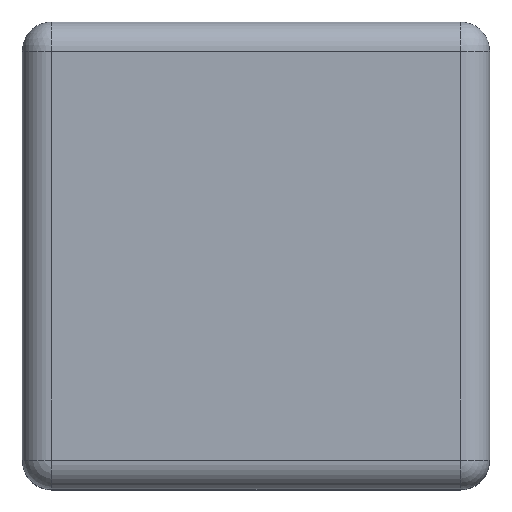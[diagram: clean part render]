
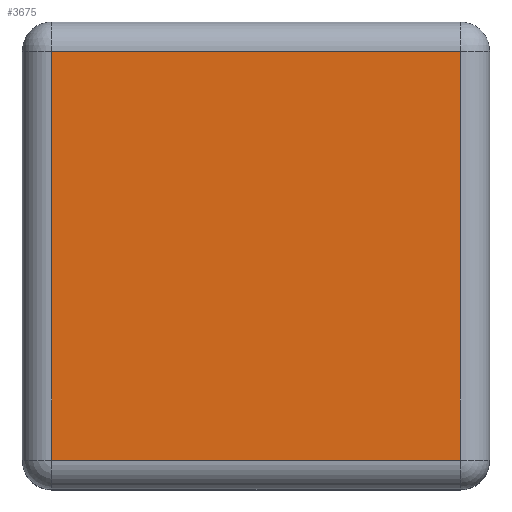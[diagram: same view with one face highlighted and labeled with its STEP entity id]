
A CAD part, top view. The second image highlights one B-rep face of the part: STEP entity #3675.
In plain terms, the highlighted planar face has unit normal (0, 0, 1).
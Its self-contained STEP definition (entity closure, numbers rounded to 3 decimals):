
#326 = CYLINDRICAL_SURFACE('',#327,5.);
#327 = AXIS2_PLACEMENT_3D('',#328,#329,#330);
#328 = CARTESIAN_POINT('',(-23.,1.,126.));
#329 = DIRECTION('',(1.,0.,0.));
#330 = DIRECTION('',(0.,-1.,0.));
#1573 = VERTEX_POINT('',#1574);
#1574 = CARTESIAN_POINT('',(-18.,1.,131.));
#1594 = EDGE_CURVE('',#1573,#1595,#1597,.T.);
#1595 = VERTEX_POINT('',#1596);
#1596 = CARTESIAN_POINT('',(52.,1.,131.));
#1597 = SURFACE_CURVE('',#1598,(#1602,#1609),.PCURVE_S1.);
#1598 = LINE('',#1599,#1600);
#1599 = CARTESIAN_POINT('',(-23.,1.,131.));
#1600 = VECTOR('',#1601,1.);
#1601 = DIRECTION('',(1.,0.,0.));
#1602 = PCURVE('',#326,#1603);
#1603 = DEFINITIONAL_REPRESENTATION('',(#1604),#1608);
#1604 = LINE('',#1605,#1606);
#1605 = CARTESIAN_POINT('',(-1.571,0.));
#1606 = VECTOR('',#1607,1.);
#1607 = DIRECTION('',(-0.,1.));
#1608 = ( GEOMETRIC_REPRESENTATION_CONTEXT(2) 
PARAMETRIC_REPRESENTATION_CONTEXT() REPRESENTATION_CONTEXT('2D SPACE',''
  ) );
#1609 = PCURVE('',#1610,#1615);
#1610 = PLANE('',#1611);
#1611 = AXIS2_PLACEMENT_3D('',#1612,#1613,#1614);
#1612 = CARTESIAN_POINT('',(-23.,-4.,131.));
#1613 = DIRECTION('',(0.,0.,1.));
#1614 = DIRECTION('',(1.,0.,0.));
#1615 = DEFINITIONAL_REPRESENTATION('',(#1616),#1620);
#1616 = LINE('',#1617,#1618);
#1617 = CARTESIAN_POINT('',(0.,5.));
#1618 = VECTOR('',#1619,1.);
#1619 = DIRECTION('',(1.,0.));
#1620 = ( GEOMETRIC_REPRESENTATION_CONTEXT(2) 
PARAMETRIC_REPRESENTATION_CONTEXT() REPRESENTATION_CONTEXT('2D SPACE',''
  ) );
#2591 = CYLINDRICAL_SURFACE('',#2592,5.);
#2592 = AXIS2_PLACEMENT_3D('',#2593,#2594,#2595);
#2593 = CARTESIAN_POINT('',(-18.,-4.,126.));
#2594 = DIRECTION('',(0.,1.,0.));
#2595 = DIRECTION('',(-1.,0.,0.));
#2678 = CYLINDRICAL_SURFACE('',#2679,5.);
#2679 = AXIS2_PLACEMENT_3D('',#2680,#2681,#2682);
#2680 = CARTESIAN_POINT('',(-23.,71.,126.));
#2681 = DIRECTION('',(1.,0.,0.));
#2682 = DIRECTION('',(0.,1.,0.));
#2853 = CYLINDRICAL_SURFACE('',#2854,5.);
#2854 = AXIS2_PLACEMENT_3D('',#2855,#2856,#2857);
#2855 = CARTESIAN_POINT('',(52.,-4.,126.));
#2856 = DIRECTION('',(0.,1.,0.));
#2857 = DIRECTION('',(1.,0.,0.));
#3675 = ADVANCED_FACE('',(#3676),#1610,.T.);
#3676 = FACE_BOUND('',#3677,.T.);
#3677 = EDGE_LOOP('',(#3678,#3701,#3702,#3725));
#3678 = ORIENTED_EDGE('',*,*,#3679,.F.);
#3679 = EDGE_CURVE('',#1573,#3680,#3682,.T.);
#3680 = VERTEX_POINT('',#3681);
#3681 = CARTESIAN_POINT('',(-18.,71.,131.));
#3682 = SURFACE_CURVE('',#3683,(#3687,#3694),.PCURVE_S1.);
#3683 = LINE('',#3684,#3685);
#3684 = CARTESIAN_POINT('',(-18.,-4.,131.));
#3685 = VECTOR('',#3686,1.);
#3686 = DIRECTION('',(0.,1.,0.));
#3687 = PCURVE('',#1610,#3688);
#3688 = DEFINITIONAL_REPRESENTATION('',(#3689),#3693);
#3689 = LINE('',#3690,#3691);
#3690 = CARTESIAN_POINT('',(5.,0.));
#3691 = VECTOR('',#3692,1.);
#3692 = DIRECTION('',(0.,1.));
#3693 = ( GEOMETRIC_REPRESENTATION_CONTEXT(2) 
PARAMETRIC_REPRESENTATION_CONTEXT() REPRESENTATION_CONTEXT('2D SPACE',''
  ) );
#3694 = PCURVE('',#2591,#3695);
#3695 = DEFINITIONAL_REPRESENTATION('',(#3696),#3700);
#3696 = LINE('',#3697,#3698);
#3697 = CARTESIAN_POINT('',(1.571,0.));
#3698 = VECTOR('',#3699,1.);
#3699 = DIRECTION('',(0.,1.));
#3700 = ( GEOMETRIC_REPRESENTATION_CONTEXT(2) 
PARAMETRIC_REPRESENTATION_CONTEXT() REPRESENTATION_CONTEXT('2D SPACE',''
  ) );
#3701 = ORIENTED_EDGE('',*,*,#1594,.T.);
#3702 = ORIENTED_EDGE('',*,*,#3703,.T.);
#3703 = EDGE_CURVE('',#1595,#3704,#3706,.T.);
#3704 = VERTEX_POINT('',#3705);
#3705 = CARTESIAN_POINT('',(52.,71.,131.));
#3706 = SURFACE_CURVE('',#3707,(#3711,#3718),.PCURVE_S1.);
#3707 = LINE('',#3708,#3709);
#3708 = CARTESIAN_POINT('',(52.,-4.,131.));
#3709 = VECTOR('',#3710,1.);
#3710 = DIRECTION('',(0.,1.,0.));
#3711 = PCURVE('',#1610,#3712);
#3712 = DEFINITIONAL_REPRESENTATION('',(#3713),#3717);
#3713 = LINE('',#3714,#3715);
#3714 = CARTESIAN_POINT('',(75.,0.));
#3715 = VECTOR('',#3716,1.);
#3716 = DIRECTION('',(0.,1.));
#3717 = ( GEOMETRIC_REPRESENTATION_CONTEXT(2) 
PARAMETRIC_REPRESENTATION_CONTEXT() REPRESENTATION_CONTEXT('2D SPACE',''
  ) );
#3718 = PCURVE('',#2853,#3719);
#3719 = DEFINITIONAL_REPRESENTATION('',(#3720),#3724);
#3720 = LINE('',#3721,#3722);
#3721 = CARTESIAN_POINT('',(-1.571,0.));
#3722 = VECTOR('',#3723,1.);
#3723 = DIRECTION('',(-0.,1.));
#3724 = ( GEOMETRIC_REPRESENTATION_CONTEXT(2) 
PARAMETRIC_REPRESENTATION_CONTEXT() REPRESENTATION_CONTEXT('2D SPACE',''
  ) );
#3725 = ORIENTED_EDGE('',*,*,#3726,.F.);
#3726 = EDGE_CURVE('',#3680,#3704,#3727,.T.);
#3727 = SURFACE_CURVE('',#3728,(#3732,#3739),.PCURVE_S1.);
#3728 = LINE('',#3729,#3730);
#3729 = CARTESIAN_POINT('',(-23.,71.,131.));
#3730 = VECTOR('',#3731,1.);
#3731 = DIRECTION('',(1.,0.,0.));
#3732 = PCURVE('',#1610,#3733);
#3733 = DEFINITIONAL_REPRESENTATION('',(#3734),#3738);
#3734 = LINE('',#3735,#3736);
#3735 = CARTESIAN_POINT('',(0.,75.));
#3736 = VECTOR('',#3737,1.);
#3737 = DIRECTION('',(1.,0.));
#3738 = ( GEOMETRIC_REPRESENTATION_CONTEXT(2) 
PARAMETRIC_REPRESENTATION_CONTEXT() REPRESENTATION_CONTEXT('2D SPACE',''
  ) );
#3739 = PCURVE('',#2678,#3740);
#3740 = DEFINITIONAL_REPRESENTATION('',(#3741),#3745);
#3741 = LINE('',#3742,#3743);
#3742 = CARTESIAN_POINT('',(1.571,0.));
#3743 = VECTOR('',#3744,1.);
#3744 = DIRECTION('',(0.,1.));
#3745 = ( GEOMETRIC_REPRESENTATION_CONTEXT(2) 
PARAMETRIC_REPRESENTATION_CONTEXT() REPRESENTATION_CONTEXT('2D SPACE',''
  ) );
